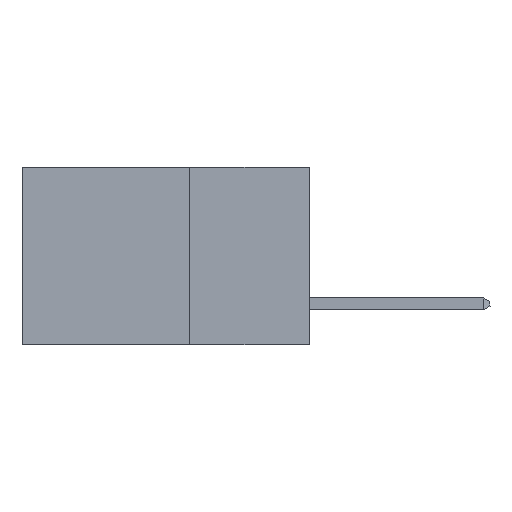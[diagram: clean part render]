
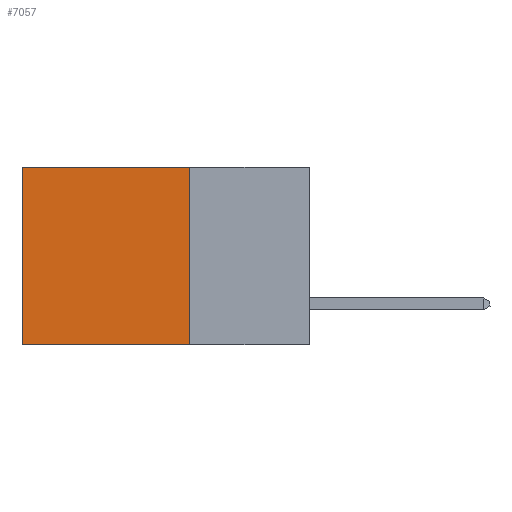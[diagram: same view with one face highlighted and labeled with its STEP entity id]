
A CAD part, left-side view. The second image highlights one B-rep face of the part: STEP entity #7057.
In plain terms, the highlighted planar face has unit normal (-1, 0, 0).
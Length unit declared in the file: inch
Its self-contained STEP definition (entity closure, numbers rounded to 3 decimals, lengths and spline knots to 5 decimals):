
#99 = VERTEX_POINT ( 'NONE', #6280 ) ;
#543 = FACE_OUTER_BOUND ( 'NONE', #6042, .T. ) ;
#1461 = EDGE_CURVE ( 'NONE', #99, #8585, #1551, .T. ) ;
#1551 = LINE ( 'NONE', #7708, #6934 ) ;
#2516 = CARTESIAN_POINT ( 'NONE',  ( 0.2875, 0.6, -0.37 ) ) ;
#3048 = ORIENTED_EDGE ( 'NONE', *, *, #8450, .T. ) ;
#3115 = AXIS2_PLACEMENT_3D ( 'NONE', #7929, #4021, #10652 ) ;
#3571 = VERTEX_POINT ( 'NONE', #5272 ) ;
#4021 = DIRECTION ( 'NONE',  ( 1., 0., 0. ) ) ;
#4719 = VECTOR ( 'NONE', #6276, 39.37008 ) ;
#4775 = VECTOR ( 'NONE', #11853, 39.37008 ) ;
#5014 = LINE ( 'NONE', #10896, #4719 ) ;
#5272 = CARTESIAN_POINT ( 'NONE',  ( 0.2875, 0.25, 0. ) ) ;
#5739 = ORIENTED_EDGE ( 'NONE', *, *, #1461, .F. ) ;
#6042 = EDGE_LOOP ( 'NONE', ( #3048, #5739, #8073, #8218 ) ) ;
#6276 = DIRECTION ( 'NONE',  ( 0., 1., 0. ) ) ;
#6280 = CARTESIAN_POINT ( 'NONE',  ( 0.2875, 0.25, -0.37 ) ) ;
#6934 = VECTOR ( 'NONE', #12404, 39.37008 ) ;
#7057 = ADVANCED_FACE ( 'NONE', ( #543 ), #8859, .F. ) ;
#7358 = CARTESIAN_POINT ( 'NONE',  ( 0.2875, 0.6, 0. ) ) ;
#7708 = CARTESIAN_POINT ( 'NONE',  ( 0.2875, 0.25, -0.37 ) ) ;
#7929 = CARTESIAN_POINT ( 'NONE',  ( 0.2875, 0.25, 0. ) ) ;
#8073 = ORIENTED_EDGE ( 'NONE', *, *, #8715, .F. ) ;
#8218 = ORIENTED_EDGE ( 'NONE', *, *, #11167, .T. ) ;
#8450 = EDGE_CURVE ( 'NONE', #8633, #8585, #12117, .T. ) ;
#8585 = VERTEX_POINT ( 'NONE', #2516 ) ;
#8633 = VERTEX_POINT ( 'NONE', #11236 ) ;
#8711 = CARTESIAN_POINT ( 'NONE',  ( 0.2875, 0.25, 0. ) ) ;
#8715 = EDGE_CURVE ( 'NONE', #3571, #99, #11444, .T. ) ;
#8859 = PLANE ( 'NONE',  #3115 ) ;
#9095 = VECTOR ( 'NONE', #9617, 39.37008 ) ;
#9617 = DIRECTION ( 'NONE',  ( 0., 0., -1. ) ) ;
#10652 = DIRECTION ( 'NONE',  ( 0., 0., -1. ) ) ;
#10896 = CARTESIAN_POINT ( 'NONE',  ( 0.2875, 0.25, 0. ) ) ;
#11167 = EDGE_CURVE ( 'NONE', #3571, #8633, #5014, .T. ) ;
#11236 = CARTESIAN_POINT ( 'NONE',  ( 0.2875, 0.6, 0. ) ) ;
#11444 = LINE ( 'NONE', #8711, #9095 ) ;
#11853 = DIRECTION ( 'NONE',  ( 0., 0., -1. ) ) ;
#12117 = LINE ( 'NONE', #7358, #4775 ) ;
#12404 = DIRECTION ( 'NONE',  ( 0., 1., 0. ) ) ;
